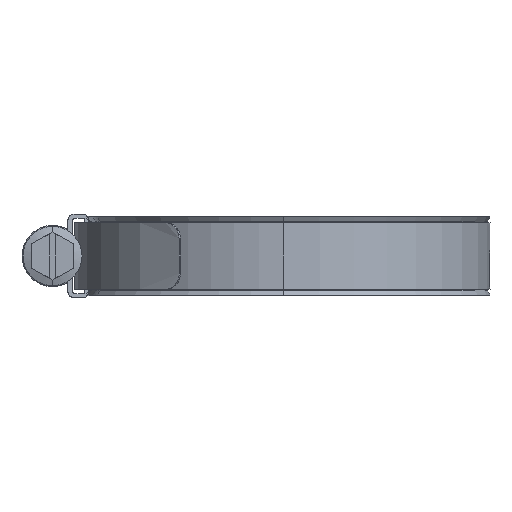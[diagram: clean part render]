
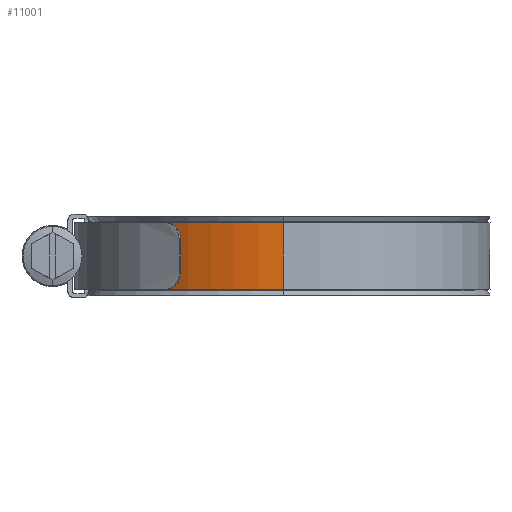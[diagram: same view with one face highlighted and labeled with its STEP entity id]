
A CAD part, left-side view. The second image highlights one B-rep face of the part: STEP entity #11001.
In plain terms, the highlighted cylindrical face has radius 39.53 mm (diameter 79.06 mm), a partial arc.
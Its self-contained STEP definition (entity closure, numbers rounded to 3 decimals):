
#121 = CARTESIAN_POINT ( 'NONE',  ( -39.53, 0., 6.35 ) ) ;
#459 = CARTESIAN_POINT ( 'NONE',  ( -39.53, 0., -6.35 ) ) ;
#581 = LINE ( 'NONE', #121, #7510 ) ;
#601 = ORIENTED_EDGE ( 'NONE', *, *, #9124, .F. ) ;
#624 = CYLINDRICAL_SURFACE ( 'NONE', #5547, 39.53 ) ;
#864 = DIRECTION ( 'NONE',  ( 0., 0., 1. ) ) ;
#1000 = LINE ( 'NONE', #1202, #12265 ) ;
#1131 = AXIS2_PLACEMENT_3D ( 'NONE', #12543, #864, #5165 ) ;
#1202 = CARTESIAN_POINT ( 'NONE',  ( 0., 39.53, 6.35 ) ) ;
#1412 = CARTESIAN_POINT ( 'NONE',  ( 0., 0., 6.35 ) ) ;
#2036 = DIRECTION ( 'NONE',  ( 1., 0., 0. ) ) ;
#2505 = VERTEX_POINT ( 'NONE', #5021 ) ;
#2602 = DIRECTION ( 'NONE',  ( 0., 0., -1. ) ) ;
#3061 = CARTESIAN_POINT ( 'NONE',  ( 0., 0., 6.35 ) ) ;
#3467 = DIRECTION ( 'NONE',  ( -1., 0., 0. ) ) ;
#4040 = VERTEX_POINT ( 'NONE', #459 ) ;
#4189 = VERTEX_POINT ( 'NONE', #10127 ) ;
#5021 = CARTESIAN_POINT ( 'NONE',  ( 0., 39.53, -6.35 ) ) ;
#5165 = DIRECTION ( 'NONE',  ( 1., 0., 0. ) ) ;
#5224 = DIRECTION ( 'NONE',  ( 0., 0., 1. ) ) ;
#5547 = AXIS2_PLACEMENT_3D ( 'NONE', #1412, #13011, #3467 ) ;
#5864 = ORIENTED_EDGE ( 'NONE', *, *, #12349, .T. ) ;
#5906 = FACE_OUTER_BOUND ( 'NONE', #5972, .T. ) ;
#5972 = EDGE_LOOP ( 'NONE', ( #6837, #601, #5864, #10238 ) ) ;
#6313 = CARTESIAN_POINT ( 'NONE',  ( 0., 39.53, 6.35 ) ) ;
#6837 = ORIENTED_EDGE ( 'NONE', *, *, #8531, .F. ) ;
#7510 = VECTOR ( 'NONE', #2602, 1000. ) ;
#8441 = VERTEX_POINT ( 'NONE', #6313 ) ;
#8531 = EDGE_CURVE ( 'NONE', #4189, #4040, #581, .T. ) ;
#9124 = EDGE_CURVE ( 'NONE', #8441, #4189, #11946, .T. ) ;
#9679 = DIRECTION ( 'NONE',  ( 0., 0., -1. ) ) ;
#10127 = CARTESIAN_POINT ( 'NONE',  ( -39.53, 0., 6.35 ) ) ;
#10238 = ORIENTED_EDGE ( 'NONE', *, *, #11500, .T. ) ;
#11001 = ADVANCED_FACE ( 'NONE', ( #5906 ), #624, .T. ) ;
#11500 = EDGE_CURVE ( 'NONE', #2505, #4040, #11561, .T. ) ;
#11561 = CIRCLE ( 'NONE', #1131, 39.53 ) ;
#11946 = CIRCLE ( 'NONE', #13763, 39.53 ) ;
#12265 = VECTOR ( 'NONE', #9679, 1000. ) ;
#12349 = EDGE_CURVE ( 'NONE', #8441, #2505, #1000, .T. ) ;
#12543 = CARTESIAN_POINT ( 'NONE',  ( 0., 0., -6.35 ) ) ;
#13011 = DIRECTION ( 'NONE',  ( 0., 0., -1. ) ) ;
#13763 = AXIS2_PLACEMENT_3D ( 'NONE', #3061, #5224, #2036 ) ;
